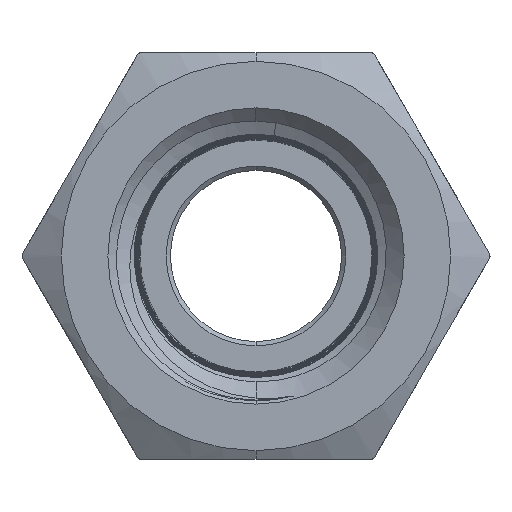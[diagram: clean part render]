
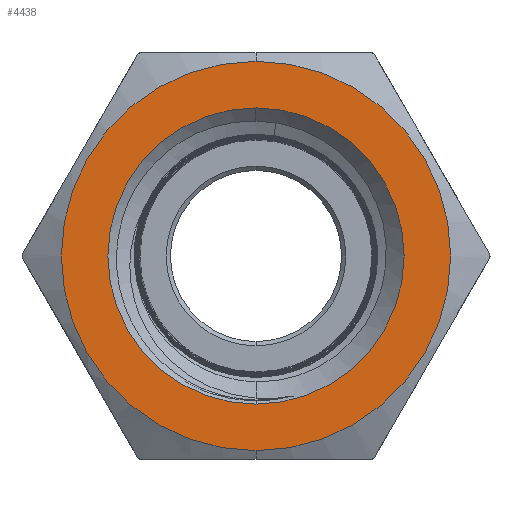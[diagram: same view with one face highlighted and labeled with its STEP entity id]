
A CAD part, front view. The second image highlights one B-rep face of the part: STEP entity #4438.
In plain terms, the highlighted planar face has unit normal (0, -1, 0).
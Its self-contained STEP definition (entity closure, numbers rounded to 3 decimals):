
#139 = AXIS2_PLACEMENT_3D ( 'NONE', #2859, #14415, #4529 ) ;
#654 = CARTESIAN_POINT ( 'NONE',  ( 0., -20., 0. ) ) ;
#930 = EDGE_LOOP ( 'NONE', ( #12465, #7137 ) ) ;
#1708 = CARTESIAN_POINT ( 'NONE',  ( 0., -20., 9.1 ) ) ;
#2271 = DIRECTION ( 'NONE',  ( 0., -1., 0. ) ) ;
#2859 = CARTESIAN_POINT ( 'NONE',  ( 0., -20., 0. ) ) ;
#3390 = ORIENTED_EDGE ( 'NONE', *, *, #17517, .F. ) ;
#3968 = DIRECTION ( 'NONE',  ( 0., 1., 0. ) ) ;
#4184 = EDGE_CURVE ( 'NONE', #11966, #4331, #16089, .T. ) ;
#4331 = VERTEX_POINT ( 'NONE', #1708 ) ;
#4438 = ADVANCED_FACE ( 'NONE', ( #20012, #19491 ), #18831, .T. ) ;
#4529 = DIRECTION ( 'NONE',  ( 0., 0., 1. ) ) ;
#4556 = DIRECTION ( 'NONE',  ( 0., 1., 0. ) ) ;
#4586 = VERTEX_POINT ( 'NONE', #13296 ) ;
#5096 = CARTESIAN_POINT ( 'NONE',  ( 0., -20., -9.1 ) ) ;
#5832 = DIRECTION ( 'NONE',  ( 0., 1., 0. ) ) ;
#7137 = ORIENTED_EDGE ( 'NONE', *, *, #10578, .T. ) ;
#7168 = ORIENTED_EDGE ( 'NONE', *, *, #4184, .F. ) ;
#7311 = AXIS2_PLACEMENT_3D ( 'NONE', #13850, #3968, #15530 ) ;
#7425 = AXIS2_PLACEMENT_3D ( 'NONE', #14441, #4556, #16120 ) ;
#8228 = CIRCLE ( 'NONE', #7311, 9.1 ) ;
#9049 = EDGE_LOOP ( 'NONE', ( #3390, #7168 ) ) ;
#9573 = AXIS2_PLACEMENT_3D ( 'NONE', #654, #2271, #13879 ) ;
#10273 = AXIS2_PLACEMENT_3D ( 'NONE', #15730, #5832, #17409 ) ;
#10578 = EDGE_CURVE ( 'NONE', #11454, #4586, #11853, .T. ) ;
#11454 = VERTEX_POINT ( 'NONE', #18999 ) ;
#11853 = CIRCLE ( 'NONE', #7425, 6.925 ) ;
#11966 = VERTEX_POINT ( 'NONE', #5096 ) ;
#12465 = ORIENTED_EDGE ( 'NONE', *, *, #20792, .T. ) ;
#13296 = CARTESIAN_POINT ( 'NONE',  ( 0., -20., -6.925 ) ) ;
#13850 = CARTESIAN_POINT ( 'NONE',  ( 0., -20., 0. ) ) ;
#13879 = DIRECTION ( 'NONE',  ( 0., 0., -1. ) ) ;
#14415 = DIRECTION ( 'NONE',  ( 0., 1., 0. ) ) ;
#14441 = CARTESIAN_POINT ( 'NONE',  ( 0., -20., 0. ) ) ;
#15530 = DIRECTION ( 'NONE',  ( 0., 0., 1. ) ) ;
#15730 = CARTESIAN_POINT ( 'NONE',  ( 0., -20., 0. ) ) ;
#16089 = CIRCLE ( 'NONE', #139, 9.1 ) ;
#16120 = DIRECTION ( 'NONE',  ( 0., 0., -1. ) ) ;
#17409 = DIRECTION ( 'NONE',  ( 0., 0., -1. ) ) ;
#17517 = EDGE_CURVE ( 'NONE', #4331, #11966, #8228, .T. ) ;
#18747 = CIRCLE ( 'NONE', #10273, 6.925 ) ;
#18831 = PLANE ( 'NONE',  #9573 ) ;
#18999 = CARTESIAN_POINT ( 'NONE',  ( 0., -20., 6.925 ) ) ;
#19491 = FACE_OUTER_BOUND ( 'NONE', #9049, .T. ) ;
#20012 = FACE_BOUND ( 'NONE', #930, .T. ) ;
#20792 = EDGE_CURVE ( 'NONE', #4586, #11454, #18747, .T. ) ;
